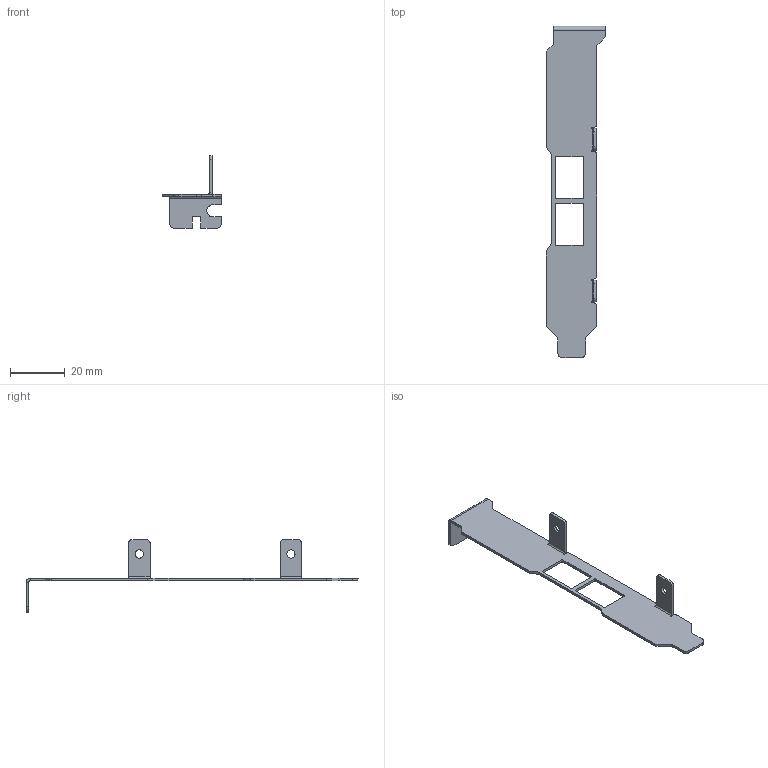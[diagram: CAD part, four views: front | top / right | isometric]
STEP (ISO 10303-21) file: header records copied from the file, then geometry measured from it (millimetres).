
FILE_DESCRIPTION(/* description */ (''),/* implementation_level */ '2;1');
FILE_NAME(/* name */ '挡板V3.2(合适钣金件).step',/* time_stamp */ '2020-03-27T00:22:32+08:00',/* author */ (''),/* organization */ (''),/* preprocessor_version */ 'ST-DEVELOPER v18',/* originating_system */ 'Autodesk Translation Framework v8.12.0.6',/* authorisation */ '');
FILE_SCHEMA (('AUTOMOTIVE_DESIGN { 1 0 10303 214 3 1 1 }'));
Length unit declared in the file: millimetre
Products named in the file (1): 挡板V3
Bounding box: 21.59 x 121.09 x 26.43 mm (x, y, z)
Volume: 2125.5 mm3; surface area: 4749.9 mm2
Topology: 1 solids, 1 shells, 92 faces, 246 edges, 156 vertices
Faces by surface type: plane 59, cylinder 33
Full cylindrical faces by diameter (mm): 3 x2
Entity records: 2893 total; most frequent: DIRECTION 498, CARTESIAN_POINT 495, ORIENTED_EDGE 492, EDGE_CURVE 246, LINE 180, VECTOR 180, AXIS2_PLACEMENT_3D 159, VERTEX_POINT 156
